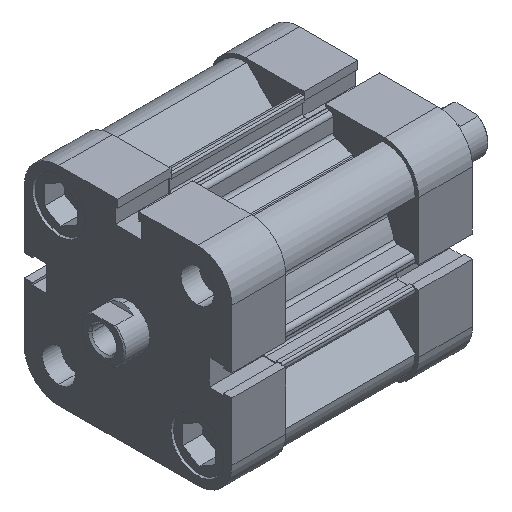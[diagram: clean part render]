
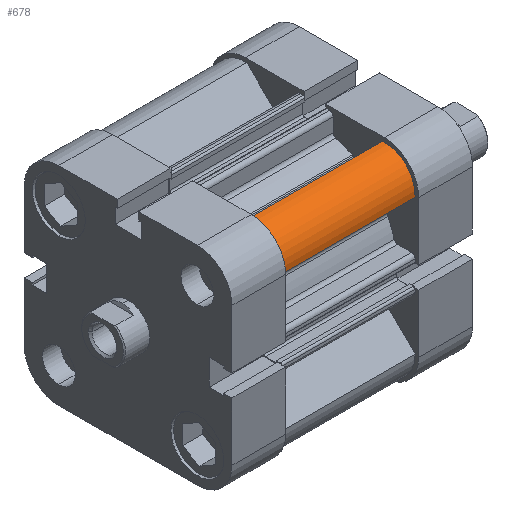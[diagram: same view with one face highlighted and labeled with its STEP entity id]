
A CAD part, isometric view. The second image highlights one B-rep face of the part: STEP entity #678.
In plain terms, the highlighted cylindrical face has radius 8.5 mm (diameter 17 mm), a partial arc.
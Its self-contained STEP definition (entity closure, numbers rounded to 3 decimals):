
#678 = ADVANCED_FACE ( 'NONE', ( #4595 ), #4597, .T. ) ;
#969 = VERTEX_POINT ( 'NONE', #3729 ) ;
#973 = VERTEX_POINT ( 'NONE', #3733 ) ;
#993 = VERTEX_POINT ( 'NONE', #3753 ) ;
#1035 = VERTEX_POINT ( 'NONE', #3795 ) ;
#1692 = ORIENTED_EDGE ( 'NONE', *, *, #7611, .T. ) ;
#1693 = ORIENTED_EDGE ( 'NONE', *, *, #7352, .F. ) ;
#1694 = ORIENTED_EDGE ( 'NONE', *, *, #7597, .F. ) ;
#1695 = ORIENTED_EDGE ( 'NONE', *, *, #7456, .T. ) ;
#2252 = EDGE_LOOP ( 'NONE', ( #1695, #1694, #1693, #1692 ) ) ;
#3612 = DIRECTION ( 'NONE',  ( 0., 0., -1. ) ) ;
#3615 = DIRECTION ( 'NONE',  ( -1., 0., 0. ) ) ;
#3623 = CARTESIAN_POINT ( 'NONE',  ( 19., -19., 36.5 ) ) ;
#3729 = CARTESIAN_POINT ( 'NONE',  ( 27.493, -18.654, 0. ) ) ;
#3733 = CARTESIAN_POINT ( 'NONE',  ( 18.654, -27.493, 36.5 ) ) ;
#3753 = CARTESIAN_POINT ( 'NONE',  ( 27.493, -18.654, 36.5 ) ) ;
#3795 = CARTESIAN_POINT ( 'NONE',  ( 18.654, -27.493, 0. ) ) ;
#3949 = CARTESIAN_POINT ( 'NONE',  ( 19., -19., 36.5 ) ) ;
#3952 = DIRECTION ( 'NONE',  ( 0., 0., 1. ) ) ;
#3953 = DIRECTION ( 'NONE',  ( -1., 0., 0. ) ) ;
#4264 = AXIS2_PLACEMENT_3D ( 'NONE', #3623, #3612, #3615 ) ;
#4286 = AXIS2_PLACEMENT_3D ( 'NONE', #3949, #3952, #3953 ) ;
#4340 = AXIS2_PLACEMENT_3D ( 'NONE', #5750, #5756, #5757 ) ;
#4595 = FACE_OUTER_BOUND ( 'NONE', #2252, .T. ) ;
#4597 = CYLINDRICAL_SURFACE ( 'NONE', #4264, 8.5 ) ;
#4663 = CIRCLE ( 'NONE', #4286, 8.5 ) ;
#4819 = CIRCLE ( 'NONE', #4340, 8.5 ) ;
#5028 = LINE ( 'NONE', #6110, #5029 ) ;
#5029 = VECTOR ( 'NONE', #6111, 1000. ) ;
#5056 = LINE ( 'NONE', #6138, #5057 ) ;
#5057 = VECTOR ( 'NONE', #6139, 1000. ) ;
#5750 = CARTESIAN_POINT ( 'NONE',  ( 19., -19., 0. ) ) ;
#5756 = DIRECTION ( 'NONE',  ( 0., 0., 1. ) ) ;
#5757 = DIRECTION ( 'NONE',  ( -1., 0., 0. ) ) ;
#6110 = CARTESIAN_POINT ( 'NONE',  ( 27.493, -18.654, 36.5 ) ) ;
#6111 = DIRECTION ( 'NONE',  ( 0., 0., -1. ) ) ;
#6138 = CARTESIAN_POINT ( 'NONE',  ( 18.654, -27.493, 36.5 ) ) ;
#6139 = DIRECTION ( 'NONE',  ( 0., 0., -1. ) ) ;
#7352 = EDGE_CURVE ( 'NONE', #973, #993, #4663, .T. ) ;
#7456 = EDGE_CURVE ( 'NONE', #1035, #969, #4819, .T. ) ;
#7597 = EDGE_CURVE ( 'NONE', #993, #969, #5028, .T. ) ;
#7611 = EDGE_CURVE ( 'NONE', #973, #1035, #5056, .T. ) ;
